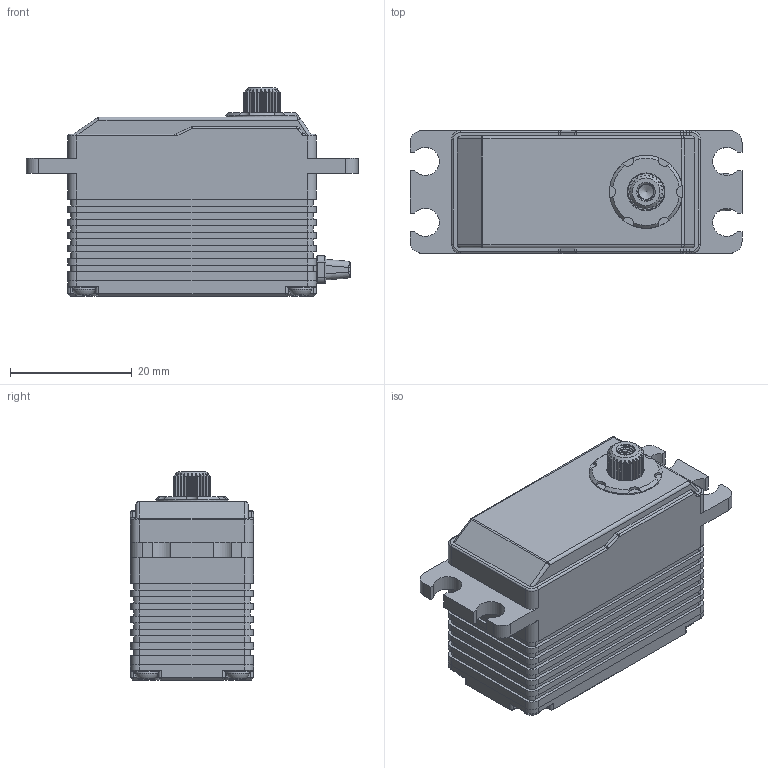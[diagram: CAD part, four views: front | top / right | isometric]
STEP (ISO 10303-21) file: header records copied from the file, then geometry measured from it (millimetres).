
FILE_DESCRIPTION(/* description */ (''),/* implementation_level */ '2;1');
FILE_NAME(/* name */ 'BBRMedium.step',/* time_stamp */ '2024-04-22T14:48:46+10:00',/* author */ (''),/* organization */ (''),/* preprocessor_version */ 'ST-DEVELOPER v20',/* originating_system */ 'Autodesk Translation Framework v12.20.1.177',/* authorisation */ '');
FILE_SCHEMA (('AUTOMOTIVE_DESIGN { 1 0 10303 214 3 1 1 }'));
Products named in the file (10): Axon_MINI; DDJ-STDLOW2-M2H-CNC; DDJ-STDLOW2-B-CNC; DDJ-STDLOW-LUOSI_3; DDJ-STDLOW-ZHOUCHENG; DDJ-STDLOW-LUOSI; DDJ-XT-22-3P; DDJ-STDLOW-LUOSI_1; DDJ-STDLOW-LUOSI_2; DDJ-STDLOW-GEAR6
Assembly tree (9 placements, depth 2):
  Axon_MINI
    DDJ-STDLOW2-M2H-CNC
    DDJ-STDLOW2-B-CNC
    DDJ-STDLOW-LUOSI_3
    DDJ-STDLOW-ZHOUCHENG
    DDJ-STDLOW-LUOSI
    DDJ-XT-22-3P
    DDJ-STDLOW-LUOSI_1
    DDJ-STDLOW-LUOSI_2
    DDJ-STDLOW-GEAR6
Bounding box: 54.5 x 20.2 x 34.2 mm (x, y, z)
Volume: 23384.3 mm3; surface area: 12465 mm2
Topology: 9 solids, 16 shells, 1576 faces, 4233 edges, 2734 vertices
Faces by surface type: cylinder 824, plane 439, bspline 175, cone 66, torus 64, sphere 8
Full cylindrical faces by diameter (mm): 1.2 x1, 1.4 x100, 1.6 x2, 2 x2, 2.1 x4, 2.52 x12, 2.8 x4, 2.999 x9, 3.2 x1, 3.6 x1, 6 x2, 6.2 x1, 7 x3, 8 x1, 9 x2, 9.4 x1, 10 x3, 12 x2
Entity records: 76109 total; most frequent: CARTESIAN_POINT 36507, ORIENTED_EDGE 8464, DIRECTION 8003, EDGE_CURVE 4232, AXIS2_PLACEMENT_3D 3020, VERTEX_POINT 2734, LINE 1963, VECTOR 1963
